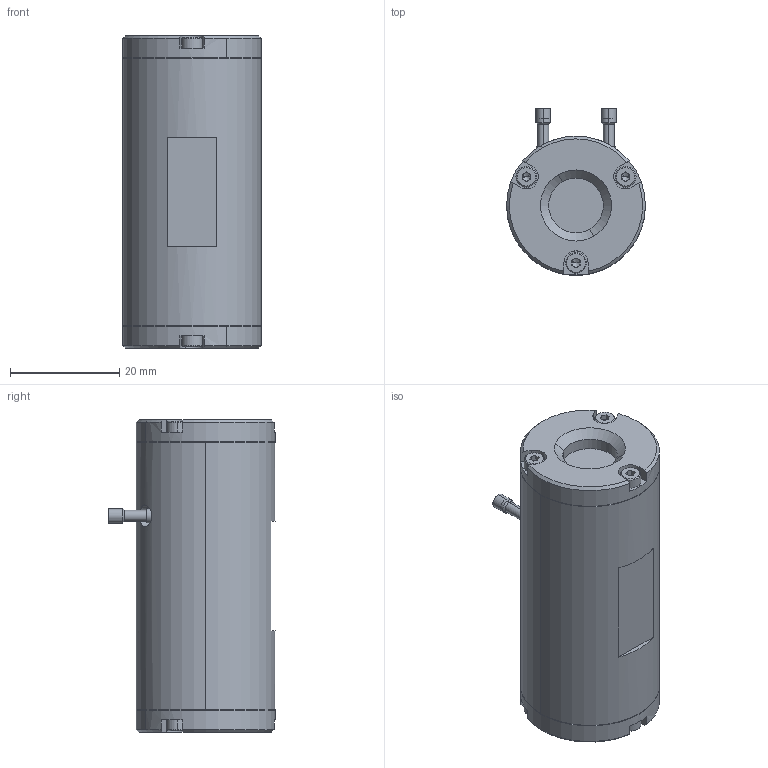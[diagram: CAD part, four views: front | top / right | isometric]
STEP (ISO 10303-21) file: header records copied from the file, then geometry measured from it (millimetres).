
FILE_DESCRIPTION (( 'STEP AP203' ), '1' );
FILE_NAME ('PCBxD.13.00.00.INFO.STEP', '2013-01-02T09:32:34', ( 'Almantas' ), ( '' ), 'SwSTEP 2.0', 'SolidWorks 2012', '' );
FILE_SCHEMA (( 'CONFIG_CONTROL_DESIGN' ));
Length unit declared in the file: millimetre
Products named in the file (1): PCBxD.13.00.00.INFO
Bounding box: 25.4 x 30.47 x 57.2 mm (x, y, z)
Surface area: 6660.6 mm2 (no closed solid volume)
Topology: 0 solids, 19 shells, 181 faces, 476 edges, 308 vertices
Faces by surface type: plane 87, cylinder 54, cone 40
Entity records: 5681 total; most frequent: CARTESIAN_POINT 1104, DIRECTION 1006, ORIENTED_EDGE 824, EDGE_CURVE 464, AXIS2_PLACEMENT_3D 376, VERTEX_POINT 308, VECTOR 254, LINE 254
